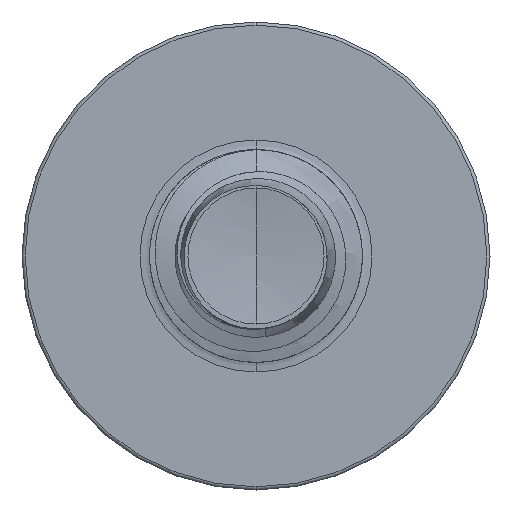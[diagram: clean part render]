
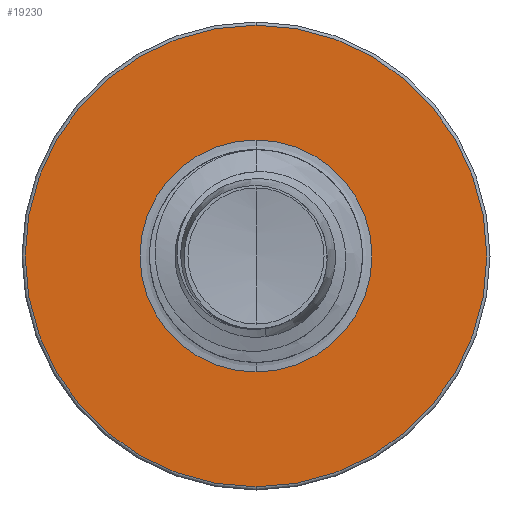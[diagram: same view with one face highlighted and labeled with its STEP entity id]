
A CAD part, front view. The second image highlights one B-rep face of the part: STEP entity #19230.
In plain terms, the highlighted planar face has unit normal (0, -1, 0).
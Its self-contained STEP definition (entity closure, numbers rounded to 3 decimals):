
#255 = EDGE_LOOP ( 'NONE', ( #550, #15907 ) ) ;
#550 = ORIENTED_EDGE ( 'NONE', *, *, #1043, .F. ) ;
#709 = CARTESIAN_POINT ( 'NONE',  ( 0., 8.5, 1.363 ) ) ;
#727 = ORIENTED_EDGE ( 'NONE', *, *, #17547, .T. ) ;
#1043 = EDGE_CURVE ( 'NONE', #20155, #10508, #15225, .T. ) ;
#1120 = DIRECTION ( 'NONE',  ( 0., 1., 0. ) ) ;
#2246 = CIRCLE ( 'NONE', #11194, 1.363 ) ;
#2833 = CARTESIAN_POINT ( 'NONE',  ( 0., 8.5, 0. ) ) ;
#3725 = CARTESIAN_POINT ( 'NONE',  ( 0., 8.5, 0. ) ) ;
#4721 = DIRECTION ( 'NONE',  ( 0., 0., 1. ) ) ;
#5196 = FACE_BOUND ( 'NONE', #13116, .T. ) ;
#7453 = AXIS2_PLACEMENT_3D ( 'NONE', #22569, #11195, #24431 ) ;
#8582 = ORIENTED_EDGE ( 'NONE', *, *, #10840, .T. ) ;
#8647 = CARTESIAN_POINT ( 'NONE',  ( 0., 8.5, -1.363 ) ) ;
#8787 = DIRECTION ( 'NONE',  ( 0., 1., 0. ) ) ;
#8884 = CARTESIAN_POINT ( 'NONE',  ( 0., 8.5, -1.363 ) ) ;
#10243 = AXIS2_PLACEMENT_3D ( 'NONE', #8647, #1120, #14368 ) ;
#10257 = FACE_OUTER_BOUND ( 'NONE', #255, .T. ) ;
#10508 = VERTEX_POINT ( 'NONE', #20292 ) ;
#10840 = EDGE_CURVE ( 'NONE', #17756, #18907, #20839, .T. ) ;
#11194 = AXIS2_PLACEMENT_3D ( 'NONE', #2833, #16098, #4721 ) ;
#11195 = DIRECTION ( 'NONE',  ( 0., 1., 0. ) ) ;
#13116 = EDGE_LOOP ( 'NONE', ( #727, #8582 ) ) ;
#13243 = AXIS2_PLACEMENT_3D ( 'NONE', #3725, #16520, #15090 ) ;
#13708 = EDGE_CURVE ( 'NONE', #10508, #20155, #13923, .T. ) ;
#13923 = CIRCLE ( 'NONE', #18332, 2.713 ) ;
#14368 = DIRECTION ( 'NONE',  ( 0., 0., 1. ) ) ;
#15090 = DIRECTION ( 'NONE',  ( 0., 0., 1. ) ) ;
#15225 = CIRCLE ( 'NONE', #13243, 2.713 ) ;
#15907 = ORIENTED_EDGE ( 'NONE', *, *, #13708, .F. ) ;
#16098 = DIRECTION ( 'NONE',  ( 0., 1., 0. ) ) ;
#16520 = DIRECTION ( 'NONE',  ( 0., 1., 0. ) ) ;
#17547 = EDGE_CURVE ( 'NONE', #18907, #17756, #2246, .T. ) ;
#17756 = VERTEX_POINT ( 'NONE', #8884 ) ;
#18332 = AXIS2_PLACEMENT_3D ( 'NONE', #20201, #8787, #22088 ) ;
#18907 = VERTEX_POINT ( 'NONE', #709 ) ;
#19230 = ADVANCED_FACE ( 'NONE', ( #10257, #5196 ), #21948, .F. ) ;
#20155 = VERTEX_POINT ( 'NONE', #23460 ) ;
#20201 = CARTESIAN_POINT ( 'NONE',  ( 0., 8.5, 0. ) ) ;
#20292 = CARTESIAN_POINT ( 'NONE',  ( 0., 8.5, -2.712 ) ) ;
#20839 = CIRCLE ( 'NONE', #7453, 1.363 ) ;
#21948 = PLANE ( 'NONE',  #10243 ) ;
#22088 = DIRECTION ( 'NONE',  ( 0., 0., 1. ) ) ;
#22569 = CARTESIAN_POINT ( 'NONE',  ( 0., 8.5, 0. ) ) ;
#23460 = CARTESIAN_POINT ( 'NONE',  ( 0., 8.5, 2.713 ) ) ;
#24431 = DIRECTION ( 'NONE',  ( 0., 0., 1. ) ) ;
